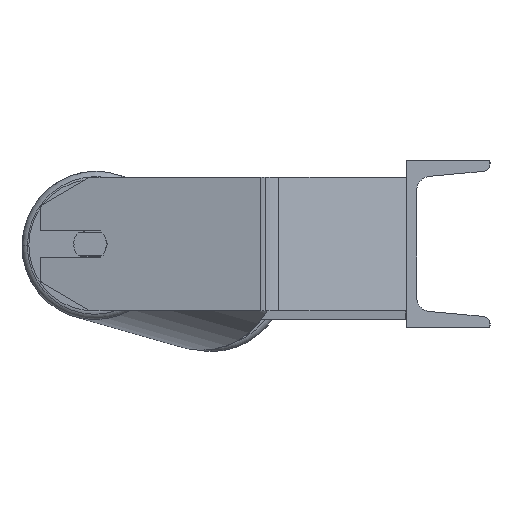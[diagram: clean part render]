
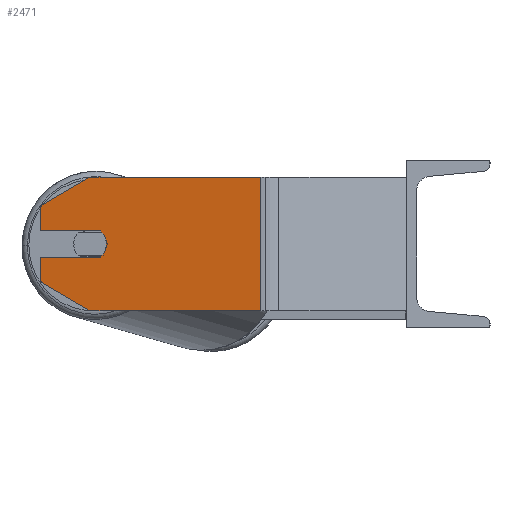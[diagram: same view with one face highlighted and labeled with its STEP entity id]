
A CAD part, left-side view. The second image highlights one B-rep face of the part: STEP entity #2471.
In plain terms, the highlighted planar face has unit normal (-0.985, 0.174, 0).
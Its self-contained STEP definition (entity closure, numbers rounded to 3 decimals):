
#82 = VERTEX_POINT ( 'NONE', #2070 ) ;
#483 = DIRECTION ( 'NONE',  ( -0.174, -0.985, 0. ) ) ;
#600 = CARTESIAN_POINT ( 'NONE',  ( -612.996, 189.577, 0. ) ) ;
#676 = ORIENTED_EDGE ( 'NONE', *, *, #8168, .F. ) ;
#687 = VECTOR ( 'NONE', #7680, 1000. ) ;
#784 = CIRCLE ( 'NONE', #4919, 10. ) ;
#905 = EDGE_CURVE ( 'NONE', #7504, #82, #3255, .T. ) ;
#1012 = VERTEX_POINT ( 'NONE', #4261 ) ;
#1074 = DIRECTION ( 'NONE',  ( -0.985, 0.174, 0. ) ) ;
#1197 = DIRECTION ( 'NONE',  ( -0.174, -0.985, 0. ) ) ;
#1286 = EDGE_CURVE ( 'NONE', #8799, #6740, #4933, .T. ) ;
#1296 = EDGE_CURVE ( 'NONE', #2221, #5508, #7726, .T. ) ;
#1368 = VECTOR ( 'NONE', #2051, 1000. ) ;
#1886 = CARTESIAN_POINT ( 'NONE',  ( -614.038, 183.669, -8. ) ) ;
#1996 = DIRECTION ( 'NONE',  ( -0.985, 0.174, 0. ) ) ;
#1997 = EDGE_CURVE ( 'NONE', #82, #5634, #6833, .T. ) ;
#2037 = CARTESIAN_POINT ( 'NONE',  ( -607.787, 219.122, 40. ) ) ;
#2051 = DIRECTION ( 'NONE',  ( 0.15, 0.853, -0.5 ) ) ;
#2058 = CARTESIAN_POINT ( 'NONE',  ( -612.996, 189.577, -40. ) ) ;
#2070 = CARTESIAN_POINT ( 'NONE',  ( -607.787, 219.122, -22.679 ) ) ;
#2126 = FACE_OUTER_BOUND ( 'NONE', #4348, .T. ) ;
#2221 = VERTEX_POINT ( 'NONE', #2558 ) ;
#2286 = AXIS2_PLACEMENT_3D ( 'NONE', #600, #1996, #1197 ) ;
#2320 = ORIENTED_EDGE ( 'NONE', *, *, #8715, .T. ) ;
#2373 = ORIENTED_EDGE ( 'NONE', *, *, #6087, .T. ) ;
#2471 = ADVANCED_FACE ( 'NONE', ( #2126 ), #7781, .F. ) ;
#2558 = CARTESIAN_POINT ( 'NONE',  ( -612.996, 189.577, 40. ) ) ;
#2857 = DIRECTION ( 'NONE',  ( 0.174, 0.985, 0. ) ) ;
#2996 = ORIENTED_EDGE ( 'NONE', *, *, #1286, .T. ) ;
#2997 = VECTOR ( 'NONE', #8730, 1000. ) ;
#3026 = CIRCLE ( 'NONE', #2286, 10. ) ;
#3036 = ORIENTED_EDGE ( 'NONE', *, *, #5937, .F. ) ;
#3095 = ORIENTED_EDGE ( 'NONE', *, *, #5948, .F. ) ;
#3124 = ORIENTED_EDGE ( 'NONE', *, *, #9142, .F. ) ;
#3193 = VECTOR ( 'NONE', #5513, 1000. ) ;
#3210 = LINE ( 'NONE', #4491, #2997 ) ;
#3250 = DIRECTION ( 'NONE',  ( -0.174, -0.985, 0. ) ) ;
#3255 = LINE ( 'NONE', #6917, #3193 ) ;
#3348 = CARTESIAN_POINT ( 'NONE',  ( -607.787, 219.122, -40. ) ) ;
#3616 = CARTESIAN_POINT ( 'NONE',  ( -614.038, 183.669, 8. ) ) ;
#3675 = ORIENTED_EDGE ( 'NONE', *, *, #1296, .F. ) ;
#3725 = VERTEX_POINT ( 'NONE', #3832 ) ;
#3774 = AXIS2_PLACEMENT_3D ( 'NONE', #7737, #4996, #2857 ) ;
#3832 = CARTESIAN_POINT ( 'NONE',  ( -614.038, 183.669, -8. ) ) ;
#4261 = CARTESIAN_POINT ( 'NONE',  ( -614.733, 179.729, 0. ) ) ;
#4348 = EDGE_LOOP ( 'NONE', ( #8087, #6636, #2320, #7180, #3675, #2373, #2996, #3095, #3124, #3036, #676 ) ) ;
#4491 = CARTESIAN_POINT ( 'NONE',  ( -607.787, 219.122, 8. ) ) ;
#4555 = CARTESIAN_POINT ( 'NONE',  ( -607.787, 219.122, 8. ) ) ;
#4886 = CARTESIAN_POINT ( 'NONE',  ( -607.787, 219.122, 40. ) ) ;
#4919 = AXIS2_PLACEMENT_3D ( 'NONE', #7978, #1074, #3250 ) ;
#4933 = LINE ( 'NONE', #2037, #7442 ) ;
#4996 = DIRECTION ( 'NONE',  ( 0.985, -0.174, 0. ) ) ;
#5404 = VECTOR ( 'NONE', #7510, 1000. ) ;
#5505 = CARTESIAN_POINT ( 'NONE',  ( -631.042, 87.234, 40. ) ) ;
#5508 = VERTEX_POINT ( 'NONE', #5990 ) ;
#5513 = DIRECTION ( 'NONE',  ( 0., 0., -1. ) ) ;
#5634 = VERTEX_POINT ( 'NONE', #6966 ) ;
#5937 = EDGE_CURVE ( 'NONE', #3725, #1012, #784, .T. ) ;
#5948 = EDGE_CURVE ( 'NONE', #8462, #6740, #3210, .T. ) ;
#5990 = CARTESIAN_POINT ( 'NONE',  ( -631.042, 87.234, 40. ) ) ;
#6087 = EDGE_CURVE ( 'NONE', #2221, #8799, #7511, .T. ) ;
#6137 = VECTOR ( 'NONE', #483, 1000. ) ;
#6200 = DIRECTION ( 'NONE',  ( -0.174, -0.985, 0. ) ) ;
#6454 = VERTEX_POINT ( 'NONE', #8249 ) ;
#6636 = ORIENTED_EDGE ( 'NONE', *, *, #1997, .T. ) ;
#6740 = VERTEX_POINT ( 'NONE', #4555 ) ;
#6833 = LINE ( 'NONE', #2058, #8797 ) ;
#6856 = VECTOR ( 'NONE', #6200, 1000. ) ;
#6872 = LINE ( 'NONE', #3348, #6856 ) ;
#6917 = CARTESIAN_POINT ( 'NONE',  ( -607.787, 219.122, 40. ) ) ;
#6966 = CARTESIAN_POINT ( 'NONE',  ( -612.996, 189.577, -40. ) ) ;
#7012 = DIRECTION ( 'NONE',  ( -0.15, -0.853, -0.5 ) ) ;
#7180 = ORIENTED_EDGE ( 'NONE', *, *, #8739, .F. ) ;
#7324 = CARTESIAN_POINT ( 'NONE',  ( -607.787, 219.122, -8. ) ) ;
#7442 = VECTOR ( 'NONE', #8376, 1000. ) ;
#7504 = VERTEX_POINT ( 'NONE', #7324 ) ;
#7510 = DIRECTION ( 'NONE',  ( 0., 0., -1. ) ) ;
#7511 = LINE ( 'NONE', #8353, #1368 ) ;
#7650 = LINE ( 'NONE', #5505, #5404 ) ;
#7680 = DIRECTION ( 'NONE',  ( -0.174, -0.985, 0. ) ) ;
#7726 = LINE ( 'NONE', #4886, #687 ) ;
#7737 = CARTESIAN_POINT ( 'NONE',  ( -607.787, 219.122, 40. ) ) ;
#7781 = PLANE ( 'NONE',  #3774 ) ;
#7978 = CARTESIAN_POINT ( 'NONE',  ( -612.996, 189.577, 0. ) ) ;
#8087 = ORIENTED_EDGE ( 'NONE', *, *, #905, .T. ) ;
#8129 = LINE ( 'NONE', #1886, #6137 ) ;
#8168 = EDGE_CURVE ( 'NONE', #7504, #3725, #8129, .T. ) ;
#8249 = CARTESIAN_POINT ( 'NONE',  ( -631.042, 87.234, -40. ) ) ;
#8353 = CARTESIAN_POINT ( 'NONE',  ( -607.787, 219.122, 22.679 ) ) ;
#8376 = DIRECTION ( 'NONE',  ( 0., 0., -1. ) ) ;
#8462 = VERTEX_POINT ( 'NONE', #3616 ) ;
#8715 = EDGE_CURVE ( 'NONE', #5634, #6454, #6872, .T. ) ;
#8730 = DIRECTION ( 'NONE',  ( 0.174, 0.985, 0. ) ) ;
#8739 = EDGE_CURVE ( 'NONE', #5508, #6454, #7650, .T. ) ;
#8797 = VECTOR ( 'NONE', #7012, 1000. ) ;
#8799 = VERTEX_POINT ( 'NONE', #9104 ) ;
#9104 = CARTESIAN_POINT ( 'NONE',  ( -607.787, 219.122, 22.679 ) ) ;
#9142 = EDGE_CURVE ( 'NONE', #1012, #8462, #3026, .T. ) ;
